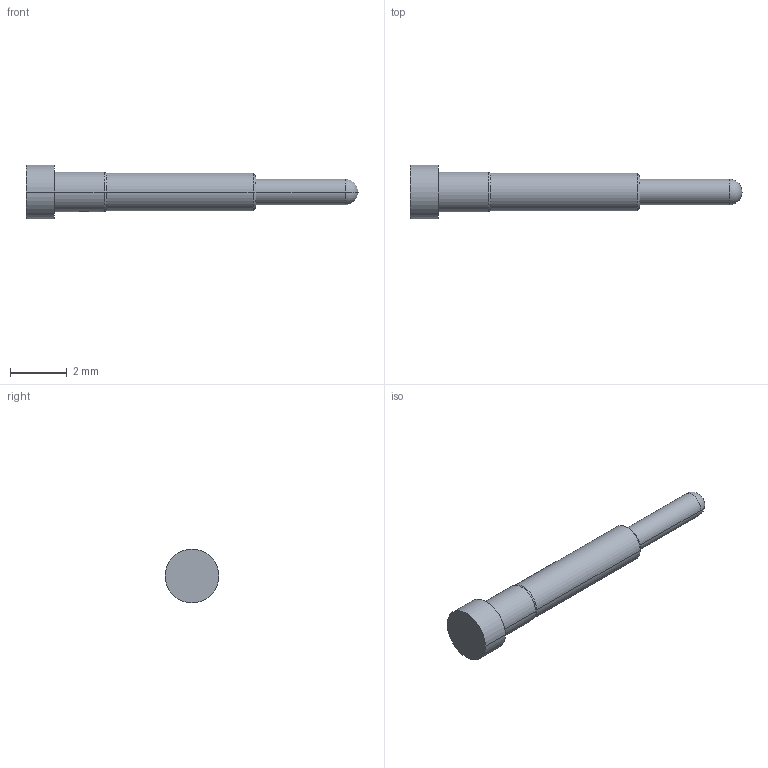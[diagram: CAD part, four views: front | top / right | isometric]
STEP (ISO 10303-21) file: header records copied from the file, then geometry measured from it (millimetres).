
FILE_DESCRIPTION (( 'STEP AP214' ), '1' );
FILE_NAME ('UEBK-12750.STEP', '2015-09-23T14:34:12', ( '' ), ( '' ), 'SwSTEP 2.0', 'SolidWorks 2015', '' );
FILE_SCHEMA (( 'AUTOMOTIVE_DESIGN' ));
Length unit declared in the file: millimetre
Products named in the file (1): UEBK-12750
Bounding box: 11.7 x 1.9 x 1.9 mm (x, y, z)
Volume: 15.1 mm3; surface area: 51.7 mm2
Topology: 1 solids, 1 shells, 20 faces, 42 edges, 25 vertices
Faces by surface type: cylinder 10, cone 4, plane 4, sphere 2
Entity records: 556 total; most frequent: DIRECTION 100, CARTESIAN_POINT 100, ORIENTED_EDGE 76, AXIS2_PLACEMENT_3D 43, EDGE_CURVE 38, EDGE_LOOP 23, VERTEX_POINT 23, CIRCLE 22
